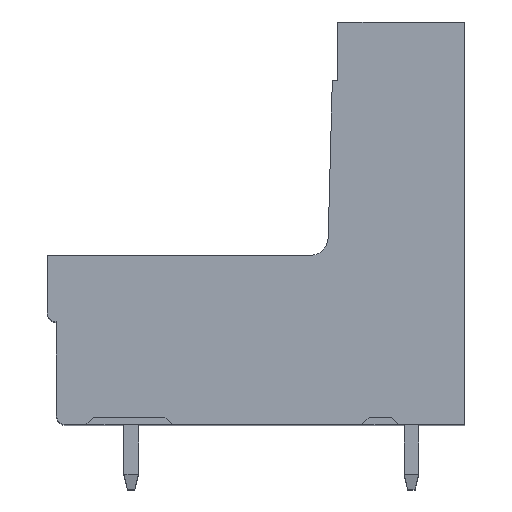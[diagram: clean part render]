
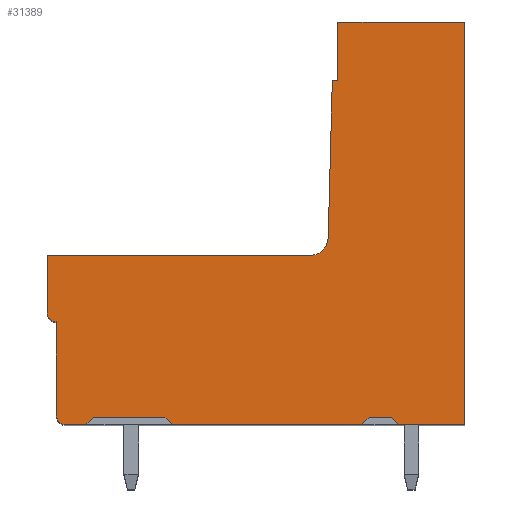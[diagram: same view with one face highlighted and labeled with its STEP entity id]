
A CAD part, top view. The second image highlights one B-rep face of the part: STEP entity #31389.
In plain terms, the highlighted planar face has unit normal (0, 0, 1).
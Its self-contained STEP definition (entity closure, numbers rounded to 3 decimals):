
#3085=DIRECTION('',(-1.,0.,0.));
#3086=VECTOR('',#3085,0.3);
#3087=CARTESIAN_POINT('',(-6.894,18.7,-96.963));
#3088=LINE('',#3087,#3086);
#3093=DIRECTION('',(0.,-1.,0.));
#3094=VECTOR('',#3093,3.2);
#3095=CARTESIAN_POINT('',(-6.894,21.9,-96.963));
#3096=LINE('',#3095,#3094);
#6451=DIRECTION('',(0.,1.,0.));
#6452=VECTOR('',#6451,21.9);
#6453=CARTESIAN_POINT('',(0.006,0.,
-96.963));
#6454=LINE('',#6453,#6452);
#11044=DIRECTION('',(0.,-1.,0.));
#11045=VECTOR('',#11044,5.1);
#11046=CARTESIAN_POINT('',(-22.194,5.6,-96.963));
#11047=LINE('',#11046,#11045);
#11064=DIRECTION('',(-1.,0.,0.));
#11065=VECTOR('',#11064,10.3);
#11066=CARTESIAN_POINT('',(-5.594,0.,
-96.963));
#11067=LINE('',#11066,#11065);
#11068=DIRECTION('',(-0.707,0.707,0.));
#11069=VECTOR('',#11068,0.566);
#11070=CARTESIAN_POINT('',(-15.894,0.,
-96.963));
#11071=LINE('',#11070,#11069);
#11072=DIRECTION('',(-1.,0.,0.));
#11073=VECTOR('',#11072,3.9);
#11074=CARTESIAN_POINT('',(-16.294,0.4,
-96.963));
#11075=LINE('',#11074,#11073);
#11076=DIRECTION('',(-1.,0.,0.));
#11077=VECTOR('',#11076,1.1);
#11078=CARTESIAN_POINT('',(-20.594,0.,
-96.963));
#11079=LINE('',#11078,#11077);
#11080=CARTESIAN_POINT('',(-21.694,0.5,-96.963));
#11081=DIRECTION('',(0.,0.,-1.));
#11082=DIRECTION('',(0.,-1.,0.));
#11083=AXIS2_PLACEMENT_3D('',#11080,#11081,#11082);
#11085=CARTESIAN_POINT('',(-22.194,6.1,-96.963));
#11086=DIRECTION('',(0.,0.,-1.));
#11087=DIRECTION('',(0.,-1.,0.));
#11088=AXIS2_PLACEMENT_3D('',#11085,#11086,#11087);
#11090=DIRECTION('',(0.,1.,0.));
#11091=VECTOR('',#11090,3.1);
#11092=CARTESIAN_POINT('',(-22.694,6.1,
-96.963));
#11093=LINE('',#11092,#11091);
#11094=DIRECTION('',(1.,0.,0.));
#11095=VECTOR('',#11094,14.277);
#11096=CARTESIAN_POINT('',(-22.694,9.2,-96.963));
#11097=LINE('',#11096,#11095);
#11098=CARTESIAN_POINT('',(-8.417,10.2,-96.963));
#11099=DIRECTION('',(0.,0.,1.));
#11100=DIRECTION('',(0.,-1.,0.));
#11101=AXIS2_PLACEMENT_3D('',#11098,#11099,#11100);
#11103=DIRECTION('',(0.026,1.,0.));
#11104=VECTOR('',#11103,8.529);
#11105=CARTESIAN_POINT('',(-7.417,10.174,
-96.963));
#11106=LINE('',#11105,#11104);
#11107=DIRECTION('',(1.,0.,0.));
#11108=VECTOR('',#11107,6.9);
#11109=CARTESIAN_POINT('',(-6.894,21.9,-96.963));
#11110=LINE('',#11109,#11108);
#11111=DIRECTION('',(-1.,0.,0.));
#11112=VECTOR('',#11111,3.6);
#11113=CARTESIAN_POINT('',(0.006,0.,
-96.963));
#11114=LINE('',#11113,#11112);
#11115=DIRECTION('',(-0.707,0.707,0.));
#11116=VECTOR('',#11115,0.566);
#11117=CARTESIAN_POINT('',(-3.594,0.,
-96.963));
#11118=LINE('',#11117,#11116);
#11119=DIRECTION('',(-0.707,-0.707,0.));
#11120=VECTOR('',#11119,0.566);
#11121=CARTESIAN_POINT('',(-5.194,0.4,
-96.963));
#11122=LINE('',#11121,#11120);
#11139=DIRECTION('',(-0.707,-0.707,0.));
#11140=VECTOR('',#11139,0.566);
#11141=CARTESIAN_POINT('',(-20.194,0.4,
-96.963));
#11142=LINE('',#11141,#11140);
#11175=DIRECTION('',(1.,0.,0.));
#11176=VECTOR('',#11175,1.2);
#11177=CARTESIAN_POINT('',(-5.194,0.4,
-96.963));
#11178=LINE('',#11177,#11176);
#11961=CARTESIAN_POINT('',(-5.594,0.,
-96.963));
#11963=VERTEX_POINT('',#11961);
#11967=CARTESIAN_POINT('',(-3.594,0.,
-96.963));
#11968=VERTEX_POINT('',#11967);
#12084=CARTESIAN_POINT('',(-16.294,0.4,
-96.963));
#12085=VERTEX_POINT('',#12084);
#12086=CARTESIAN_POINT('',(-7.417,10.174,
-96.963));
#12087=CARTESIAN_POINT('',(-7.194,18.7,-96.963));
#12088=VERTEX_POINT('',#12086);
#12089=VERTEX_POINT('',#12087);
#12090=CARTESIAN_POINT('',(-6.894,18.7,-96.963));
#12091=VERTEX_POINT('',#12090);
#12092=CARTESIAN_POINT('',(-6.894,21.9,-96.963));
#12093=VERTEX_POINT('',#12092);
#12094=CARTESIAN_POINT('',(-3.994,0.4,
-96.963));
#12095=VERTEX_POINT('',#12094);
#12096=CARTESIAN_POINT('',(-5.194,0.4,
-96.963));
#12097=VERTEX_POINT('',#12096);
#12102=CARTESIAN_POINT('',(-21.694,0.,-96.963));
#12103=CARTESIAN_POINT('',(-22.194,0.5,
-96.963));
#12104=VERTEX_POINT('',#12102);
#12105=VERTEX_POINT('',#12103);
#12106=CARTESIAN_POINT('',(-22.194,5.6,-96.963));
#12107=VERTEX_POINT('',#12106);
#12108=CARTESIAN_POINT('',(-22.694,6.1,
-96.963));
#12109=VERTEX_POINT('',#12108);
#12110=CARTESIAN_POINT('',(-22.694,9.2,-96.963));
#12111=VERTEX_POINT('',#12110);
#12360=CARTESIAN_POINT('',(0.006,0.,
-96.963));
#12361=CARTESIAN_POINT('',(0.006,21.9,-96.963));
#12362=VERTEX_POINT('',#12360);
#12363=VERTEX_POINT('',#12361);
#12364=CARTESIAN_POINT('',(-20.194,0.4,
-96.963));
#12365=CARTESIAN_POINT('',(-20.594,0.,
-96.963));
#12366=VERTEX_POINT('',#12364);
#12367=VERTEX_POINT('',#12365);
#12368=CARTESIAN_POINT('',(-15.894,0.,
-96.963));
#12369=VERTEX_POINT('',#12368);
#12370=CARTESIAN_POINT('',(-8.417,9.2,-96.963));
#12371=VERTEX_POINT('',#12370);
#31356=CARTESIAN_POINT('',(-21.694,0.5,
-96.963));
#31357=DIRECTION('',(0.,0.,-1.));
#31358=DIRECTION('',(-1.,0.,0.));
#31359=AXIS2_PLACEMENT_3D('',#31356,#31357,#31358);
#31360=PLANE('',#31359);
#31361=ORIENTED_EDGE('',*,*,#29121,.T.);
#31363=ORIENTED_EDGE('',*,*,#31362,.T.);
#31365=ORIENTED_EDGE('',*,*,#31364,.T.);
#31367=ORIENTED_EDGE('',*,*,#31366,.T.);
#31368=ORIENTED_EDGE('',*,*,#29113,.T.);
#31369=ORIENTED_EDGE('',*,*,#31304,.T.);
#31370=ORIENTED_EDGE('',*,*,#31319,.F.);
#31371=ORIENTED_EDGE('',*,*,#31334,.T.);
#31372=ORIENTED_EDGE('',*,*,#31348,.T.);
#31373=ORIENTED_EDGE('',*,*,#15076,.T.);
#31374=ORIENTED_EDGE('',*,*,#19611,.T.);
#31375=ORIENTED_EDGE('',*,*,#19626,.T.);
#31376=ORIENTED_EDGE('',*,*,#19641,.F.);
#31377=ORIENTED_EDGE('',*,*,#19656,.F.);
#31378=ORIENTED_EDGE('',*,*,#19671,.T.);
#31379=ORIENTED_EDGE('',*,*,#24352,.F.);
#31380=ORIENTED_EDGE('',*,*,#29129,.T.);
#31382=ORIENTED_EDGE('',*,*,#31381,.T.);
#31384=ORIENTED_EDGE('',*,*,#31383,.F.);
#31386=ORIENTED_EDGE('',*,*,#31385,.T.);
#31387=EDGE_LOOP('',(#31361,#31363,#31365,#31367,#31368,#31369,#31370,#31371,
#31372,#31373,#31374,#31375,#31376,#31377,#31378,#31379,#31380,#31382,#31384,
#31386));
#31388=FACE_OUTER_BOUND('',#31387,.F.);
#31389=ADVANCED_FACE('',(#31388),#31360,.F.);
#11084=CIRCLE('',#11083,0.5);
#11089=CIRCLE('',#11088,0.5);
#11102=CIRCLE('',#11101,1.);
#15076=EDGE_CURVE('',#12111,#12371,#11097,.T.);
#19611=EDGE_CURVE('',#12371,#12088,#11102,.T.);
#19626=EDGE_CURVE('',#12088,#12089,#11106,.T.);
#19641=EDGE_CURVE('',#12091,#12089,#3088,.T.);
#19656=EDGE_CURVE('',#12093,#12091,#3096,.T.);
#19671=EDGE_CURVE('',#12093,#12363,#11110,.T.);
#24352=EDGE_CURVE('',#12362,#12363,#6454,.T.);
#29113=EDGE_CURVE('',#12367,#12104,#11079,.T.);
#29121=EDGE_CURVE('',#11963,#12369,#11067,.T.);
#29129=EDGE_CURVE('',#12362,#11968,#11114,.T.);
#31304=EDGE_CURVE('',#12104,#12105,#11084,.T.);
#31319=EDGE_CURVE('',#12107,#12105,#11047,.T.);
#31334=EDGE_CURVE('',#12107,#12109,#11089,.T.);
#31348=EDGE_CURVE('',#12109,#12111,#11093,.T.);
#31362=EDGE_CURVE('',#12369,#12085,#11071,.T.);
#31364=EDGE_CURVE('',#12085,#12366,#11075,.T.);
#31366=EDGE_CURVE('',#12366,#12367,#11142,.T.);
#31381=EDGE_CURVE('',#11968,#12095,#11118,.T.);
#31383=EDGE_CURVE('',#12097,#12095,#11178,.T.);
#31385=EDGE_CURVE('',#12097,#11963,#11122,.T.);
